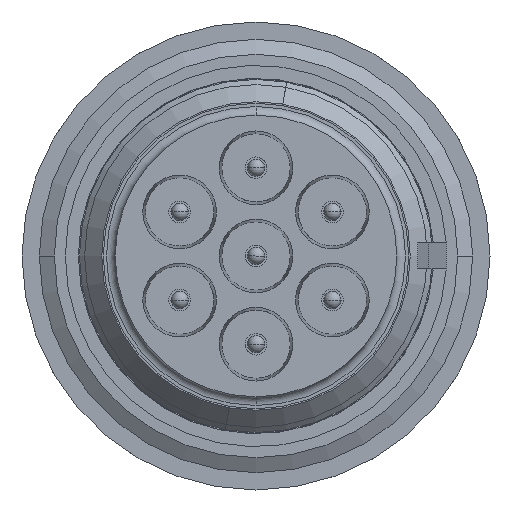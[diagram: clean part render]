
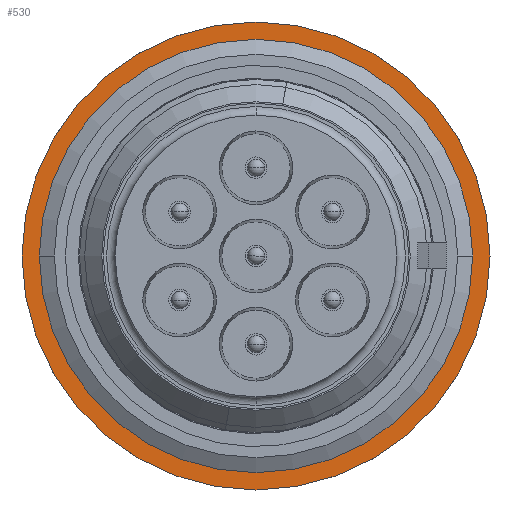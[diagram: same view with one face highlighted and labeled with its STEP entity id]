
A CAD part, front view. The second image highlights one B-rep face of the part: STEP entity #530.
In plain terms, the highlighted planar face has unit normal (0, -1, 0).
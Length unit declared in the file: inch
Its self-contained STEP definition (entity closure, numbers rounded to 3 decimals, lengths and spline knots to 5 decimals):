
#530 = ADVANCED_FACE ( 'NONE', ( #4627, #4628 ), #4629, .T. ) ;
#608 = CARTESIAN_POINT ( 'NONE',  ( -0.54, -0.23721, 0. ) ) ;
#1261 = AXIS2_PLACEMENT_3D ( 'NONE', #4615, #4631, #4632 ) ;
#1665 = EDGE_CURVE ( 'NONE', #6167, #9306, #3466, .T. ) ;
#1667 = EDGE_CURVE ( 'NONE', #3806, #9364, #3670, .T. ) ;
#1996 = EDGE_LOOP ( 'NONE', ( #9948, #9949 ) ) ;
#2462 = CARTESIAN_POINT ( 'NONE',  ( 0., -0.23721, 0. ) ) ;
#2463 = DIRECTION ( 'NONE',  ( 0., -1., 0. ) ) ;
#2464 = DIRECTION ( 'NONE',  ( -1., 0., 0. ) ) ;
#2469 = CARTESIAN_POINT ( 'NONE',  ( 0., -0.23721, 0. ) ) ;
#2470 = DIRECTION ( 'NONE',  ( 0., -1., 0. ) ) ;
#2471 = DIRECTION ( 'NONE',  ( -1., 0., 0. ) ) ;
#2697 = AXIS2_PLACEMENT_3D ( 'NONE', #2469, #2470, #2471 ) ;
#2851 = AXIS2_PLACEMENT_3D ( 'NONE', #7754, #7755, #7756 ) ;
#2853 = AXIS2_PLACEMENT_3D ( 'NONE', #7751, #7752, #7753 ) ;
#2854 = CIRCLE ( 'NONE', #2851, 0.54 ) ;
#2856 = CIRCLE ( 'NONE', #2853, 0.47676 ) ;
#3437 = AXIS2_PLACEMENT_3D ( 'NONE', #2462, #2463, #2464 ) ;
#3466 = CIRCLE ( 'NONE', #3437, 0.54 ) ;
#3670 = CIRCLE ( 'NONE', #2697, 0.47676 ) ;
#3806 = VERTEX_POINT ( 'NONE', #8231 ) ;
#4615 = CARTESIAN_POINT ( 'NONE',  ( 0., -0.23721, 0.54 ) ) ;
#4627 = FACE_OUTER_BOUND ( 'NONE', #1996, .T. ) ;
#4628 = FACE_BOUND ( 'NONE', #6251, .T. ) ;
#4629 = PLANE ( 'NONE',  #1261 ) ;
#4631 = DIRECTION ( 'NONE',  ( 0., -1., 0. ) ) ;
#4632 = DIRECTION ( 'NONE',  ( -1., 0., 0. ) ) ;
#6099 = EDGE_CURVE ( 'NONE', #9364, #3806, #2856, .T. ) ;
#6100 = EDGE_CURVE ( 'NONE', #9306, #6167, #2854, .T. ) ;
#6167 = VERTEX_POINT ( 'NONE', #608 ) ;
#6251 = EDGE_LOOP ( 'NONE', ( #9950, #9951 ) ) ;
#6912 = CARTESIAN_POINT ( 'NONE',  ( 0.54, -0.23721, 0. ) ) ;
#6967 = CARTESIAN_POINT ( 'NONE',  ( 0.47676, -0.23721, 0. ) ) ;
#7751 = CARTESIAN_POINT ( 'NONE',  ( 0., -0.23721, 0. ) ) ;
#7752 = DIRECTION ( 'NONE',  ( 0., -1., 0. ) ) ;
#7753 = DIRECTION ( 'NONE',  ( -1., 0., 0. ) ) ;
#7754 = CARTESIAN_POINT ( 'NONE',  ( 0., -0.23721, 0. ) ) ;
#7755 = DIRECTION ( 'NONE',  ( 0., -1., 0. ) ) ;
#7756 = DIRECTION ( 'NONE',  ( -1., 0., 0. ) ) ;
#8231 = CARTESIAN_POINT ( 'NONE',  ( -0.47676, -0.23721, 0. ) ) ;
#9306 = VERTEX_POINT ( 'NONE', #6912 ) ;
#9364 = VERTEX_POINT ( 'NONE', #6967 ) ;
#9948 = ORIENTED_EDGE ( 'NONE', *, *, #1665, .T. ) ;
#9949 = ORIENTED_EDGE ( 'NONE', *, *, #6100, .T. ) ;
#9950 = ORIENTED_EDGE ( 'NONE', *, *, #1667, .F. ) ;
#9951 = ORIENTED_EDGE ( 'NONE', *, *, #6099, .F. ) ;
